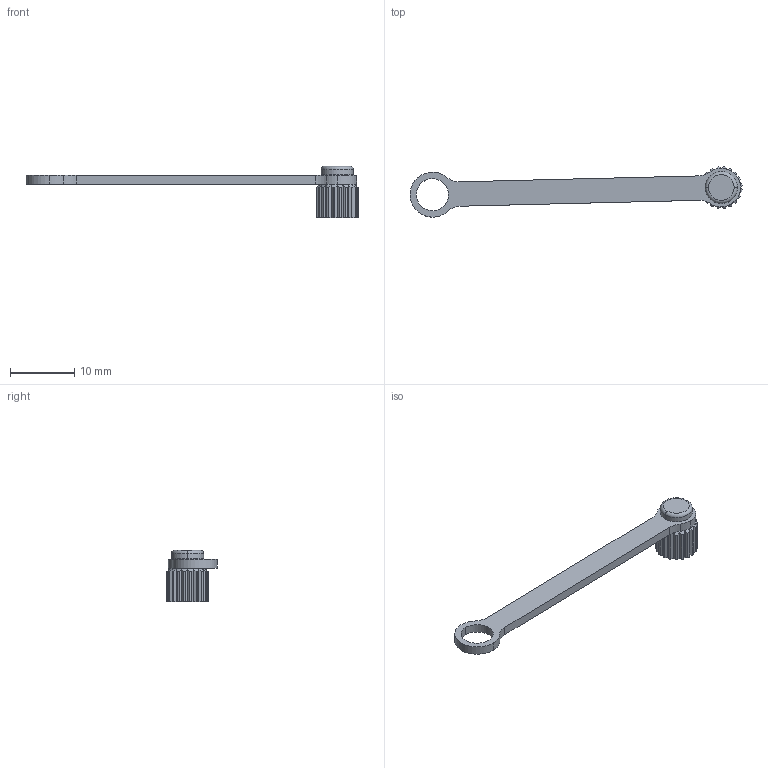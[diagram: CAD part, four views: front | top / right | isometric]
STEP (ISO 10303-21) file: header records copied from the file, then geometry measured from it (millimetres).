
FILE_DESCRIPTION (( 'STEP AP203' ), '1' );
FILE_NAME ('M5 鼠芛滅鳥裔.STEP', '2020-06-02T12:37:28', ( 'edpusr' ), ( 'Microsoft' ), 'SwSTEP 2.0', 'SolidWorks 2015', '' );
FILE_SCHEMA (( 'CONFIG_CONTROL_DESIGN' ));
Length unit declared in the file: millimetre
Products named in the file (1): M5 鼠芛滅鳥裔
Bounding box: 51.72 x 7.84 x 8 mm (x, y, z)
Volume: 398.2 mm3; surface area: 833.3 mm2
Topology: 1 solids, 1 shells, 126 faces, 346 edges, 229 vertices
Faces by surface type: cylinder 69, plane 51, cone 4, torus 2
Entity records: 4478 total; most frequent: CARTESIAN_POINT 1200, ORIENTED_EDGE 692, DIRECTION 655, EDGE_CURVE 346, AXIS2_PLACEMENT_3D 248, VERTEX_POINT 229, VECTOR 159, LINE 159
